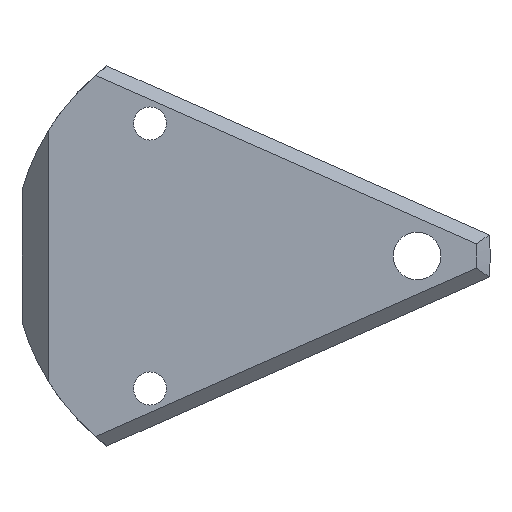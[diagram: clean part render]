
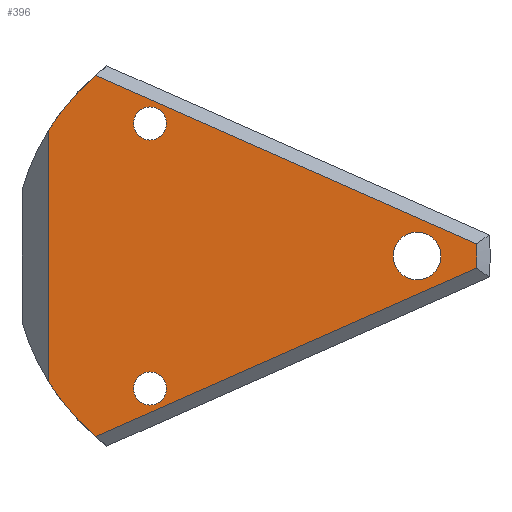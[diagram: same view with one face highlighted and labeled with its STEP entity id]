
A CAD part, front view. The second image highlights one B-rep face of the part: STEP entity #396.
In plain terms, the highlighted planar face has unit normal (0, -1, 0).
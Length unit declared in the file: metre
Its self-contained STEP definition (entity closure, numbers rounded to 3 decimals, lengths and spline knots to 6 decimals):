
#15=PLANE('',#438);
#31=LINE('',#629,#60);
#32=LINE('',#634,#61);
#33=LINE('',#635,#62);
#60=VECTOR('',#502,1.);
#61=VECTOR('',#505,1.);
#62=VECTOR('',#506,1.);
#99=ORIENTED_EDGE('',*,*,#211,.T.);
#100=ORIENTED_EDGE('',*,*,#212,.T.);
#101=ORIENTED_EDGE('',*,*,#213,.T.);
#102=ORIENTED_EDGE('',*,*,#201,.T.);
#103=ORIENTED_EDGE('',*,*,#214,.T.);
#104=ORIENTED_EDGE('',*,*,#215,.T.);
#105=ORIENTED_EDGE('',*,*,#216,.F.);
#106=ORIENTED_EDGE('',*,*,#217,.F.);
#107=ORIENTED_EDGE('',*,*,#218,.F.);
#201=EDGE_CURVE('',#257,#258,#295,.T.);
#211=EDGE_CURVE('',#267,#268,#31,.T.);
#212=EDGE_CURVE('',#268,#269,#299,.T.);
#213=EDGE_CURVE('',#269,#257,#32,.T.);
#214=EDGE_CURVE('',#258,#270,#33,.T.);
#215=EDGE_CURVE('',#270,#267,#300,.T.);
#216=EDGE_CURVE('',#271,#271,#301,.T.);
#217=EDGE_CURVE('',#272,#272,#302,.T.);
#218=EDGE_CURVE('',#273,#273,#303,.T.);
#257=VERTEX_POINT('',#608);
#258=VERTEX_POINT('',#609);
#267=VERTEX_POINT('',#630);
#268=VERTEX_POINT('',#631);
#269=VERTEX_POINT('',#633);
#270=VERTEX_POINT('',#636);
#271=VERTEX_POINT('',#639);
#272=VERTEX_POINT('',#641);
#273=VERTEX_POINT('',#643);
#295=CIRCLE('',#431,0.036017);
#299=CIRCLE('',#439,0.034017);
#300=CIRCLE('',#440,0.036017);
#301=CIRCLE('',#441,0.0036);
#302=CIRCLE('',#442,0.0025);
#303=CIRCLE('',#443,0.0025);
#318=EDGE_LOOP('',(#99,#100,#101,#102,#103,#104));
#319=EDGE_LOOP('',(#105));
#320=EDGE_LOOP('',(#106));
#321=EDGE_LOOP('',(#107));
#352=FACE_BOUND('',#318,.T.);
#353=FACE_BOUND('',#319,.T.);
#354=FACE_BOUND('',#320,.T.);
#355=FACE_BOUND('',#321,.T.);
#396=ADVANCED_FACE('',(#352,#353,#354,#355),#15,.T.);
#431=AXIS2_PLACEMENT_3D('',#607,#482,#483);
#438=AXIS2_PLACEMENT_3D('',#628,#500,#501);
#439=AXIS2_PLACEMENT_3D('',#632,#503,#504);
#440=AXIS2_PLACEMENT_3D('',#637,#507,#508);
#441=AXIS2_PLACEMENT_3D('',#638,#509,#510);
#442=AXIS2_PLACEMENT_3D('',#640,#511,#512);
#443=AXIS2_PLACEMENT_3D('',#642,#513,#514);
#482=DIRECTION('',(0.,-1.,0.));
#483=DIRECTION('',(0.,0.,-1.));
#500=DIRECTION('',(0.,-1.,0.));
#501=DIRECTION('',(1.,0.,0.));
#502=DIRECTION('',(0.914,0.,0.405));
#503=DIRECTION('',(0.,-1.,0.));
#504=DIRECTION('',(0.,0.,-1.));
#505=DIRECTION('',(-0.914,0.,0.405));
#506=DIRECTION('',(0.,0.,-1.));
#507=DIRECTION('',(0.,-1.,0.));
#508=DIRECTION('',(0.,0.,-1.));
#509=DIRECTION('',(0.,-1.,0.));
#510=DIRECTION('',(0.,0.,-1.));
#511=DIRECTION('',(0.,-1.,0.));
#512=DIRECTION('',(0.,0.,-1.));
#513=DIRECTION('',(0.,-1.,0.));
#514=DIRECTION('',(0.,0.,-1.));
#607=CARTESIAN_POINT('',(0.034612,-0.01,0.03596));
#608=CARTESIAN_POINT('',(0.011077,-0.01,0.063224));
#609=CARTESIAN_POINT('',(0.004,-0.01,0.054937));
#628=CARTESIAN_POINT('',(0.035314,-0.01,0.03596));
#629=CARTESIAN_POINT('',(0.041434,-0.01,0.022128));
#630=CARTESIAN_POINT('',(0.011077,-0.01,0.008697));
#631=CARTESIAN_POINT('',(0.06858,-0.01,0.034138));
#632=CARTESIAN_POINT('',(0.034612,-0.01,0.03596));
#633=CARTESIAN_POINT('',(0.06858,-0.01,0.037783));
#634=CARTESIAN_POINT('',(0.012013,-0.01,0.062809));
#635=CARTESIAN_POINT('',(0.004,-0.01,0.03596));
#636=CARTESIAN_POINT('',(0.004,-0.01,0.016984));
#637=CARTESIAN_POINT('',(0.034612,-0.01,0.03596));
#638=CARTESIAN_POINT('',(0.059612,-0.01,0.03596));
#639=CARTESIAN_POINT('',(0.059612,-0.01,0.03236));
#640=CARTESIAN_POINT('',(0.019312,-0.01,0.05596));
#641=CARTESIAN_POINT('',(0.019312,-0.01,0.05346));
#642=CARTESIAN_POINT('',(0.019312,-0.01,0.01596));
#643=CARTESIAN_POINT('',(0.019312,-0.01,0.01346));
